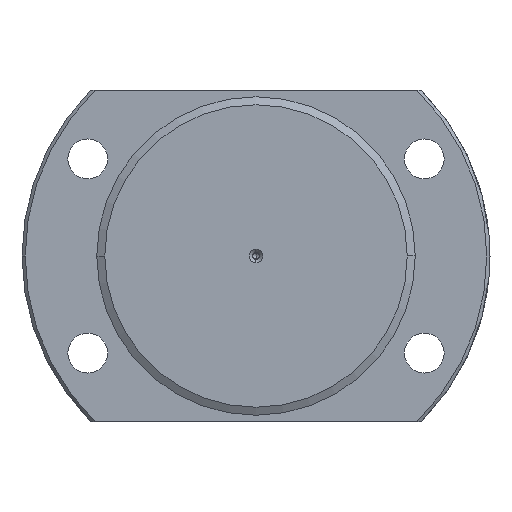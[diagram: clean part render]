
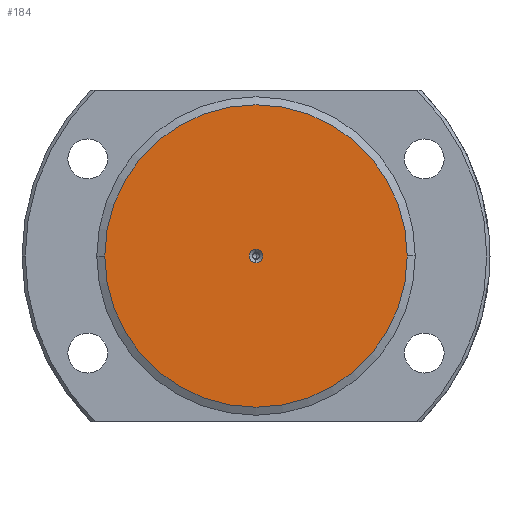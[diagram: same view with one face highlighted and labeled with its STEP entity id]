
A CAD part, left-side view. The second image highlights one B-rep face of the part: STEP entity #184.
In plain terms, the highlighted planar face has unit normal (-1, 0, 0).
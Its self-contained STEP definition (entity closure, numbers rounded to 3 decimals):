
#24 = DIRECTION ( 'NONE',  ( 0., -1., 0. ) ) ;
#103 = EDGE_CURVE ( 'NONE', #2528, #2417, #920, .T. ) ;
#112 = VERTEX_POINT ( 'NONE', #2651 ) ;
#184 = ADVANCED_FACE ( 'NONE', ( #1572, #1085 ), #1961, .T. ) ;
#214 = CARTESIAN_POINT ( 'NONE',  ( 0., 0., 0. ) ) ;
#215 = AXIS2_PLACEMENT_3D ( 'NONE', #3102, #1114, #1182 ) ;
#330 = ORIENTED_EDGE ( 'NONE', *, *, #2782, .T. ) ;
#556 = CARTESIAN_POINT ( 'NONE',  ( 0., 0., 2.075 ) ) ;
#637 = CARTESIAN_POINT ( 'NONE',  ( 0., 0., 0. ) ) ;
#678 = AXIS2_PLACEMENT_3D ( 'NONE', #214, #2712, #1303 ) ;
#751 = ORIENTED_EDGE ( 'NONE', *, *, #103, .T. ) ;
#920 = CIRCLE ( 'NONE', #3056, 47.5 ) ;
#934 = DIRECTION ( 'NONE',  ( 1., 0., 0. ) ) ;
#1085 = FACE_OUTER_BOUND ( 'NONE', #1145, .T. ) ;
#1114 = DIRECTION ( 'NONE',  ( -1., 0., 0. ) ) ;
#1145 = EDGE_LOOP ( 'NONE', ( #1566, #751 ) ) ;
#1179 = AXIS2_PLACEMENT_3D ( 'NONE', #637, #934, #2583 ) ;
#1182 = DIRECTION ( 'NONE',  ( 0., -1., 0. ) ) ;
#1208 = DIRECTION ( 'NONE',  ( -1., 0., 0. ) ) ;
#1239 = CARTESIAN_POINT ( 'NONE',  ( 0., 47.5, 0. ) ) ;
#1303 = DIRECTION ( 'NONE',  ( 0., -1., 0. ) ) ;
#1566 = ORIENTED_EDGE ( 'NONE', *, *, #2718, .T. ) ;
#1572 = FACE_BOUND ( 'NONE', #2382, .T. ) ;
#1727 = VERTEX_POINT ( 'NONE', #556 ) ;
#1803 = EDGE_CURVE ( 'NONE', #112, #1727, #3421, .T. ) ;
#1961 = PLANE ( 'NONE',  #678 ) ;
#2050 = DIRECTION ( 'NONE',  ( 1., 0., 0. ) ) ;
#2298 = CIRCLE ( 'NONE', #215, 47.5 ) ;
#2382 = EDGE_LOOP ( 'NONE', ( #330, #3404 ) ) ;
#2417 = VERTEX_POINT ( 'NONE', #1239 ) ;
#2528 = VERTEX_POINT ( 'NONE', #3043 ) ;
#2583 = DIRECTION ( 'NONE',  ( 0., -1., 0. ) ) ;
#2593 = CIRCLE ( 'NONE', #1179, 2.075 ) ;
#2651 = CARTESIAN_POINT ( 'NONE',  ( 0., 0., -2.075 ) ) ;
#2712 = DIRECTION ( 'NONE',  ( -1., 0., 0. ) ) ;
#2718 = EDGE_CURVE ( 'NONE', #2417, #2528, #2298, .T. ) ;
#2782 = EDGE_CURVE ( 'NONE', #1727, #112, #2593, .T. ) ;
#2827 = CARTESIAN_POINT ( 'NONE',  ( 0., 0., 0. ) ) ;
#3043 = CARTESIAN_POINT ( 'NONE',  ( 0., -47.5, 0. ) ) ;
#3056 = AXIS2_PLACEMENT_3D ( 'NONE', #3231, #1208, #3495 ) ;
#3102 = CARTESIAN_POINT ( 'NONE',  ( 0., 0., 0. ) ) ;
#3231 = CARTESIAN_POINT ( 'NONE',  ( 0., 0., 0. ) ) ;
#3243 = AXIS2_PLACEMENT_3D ( 'NONE', #2827, #2050, #24 ) ;
#3404 = ORIENTED_EDGE ( 'NONE', *, *, #1803, .T. ) ;
#3421 = CIRCLE ( 'NONE', #3243, 2.075 ) ;
#3495 = DIRECTION ( 'NONE',  ( 0., -1., 0. ) ) ;
